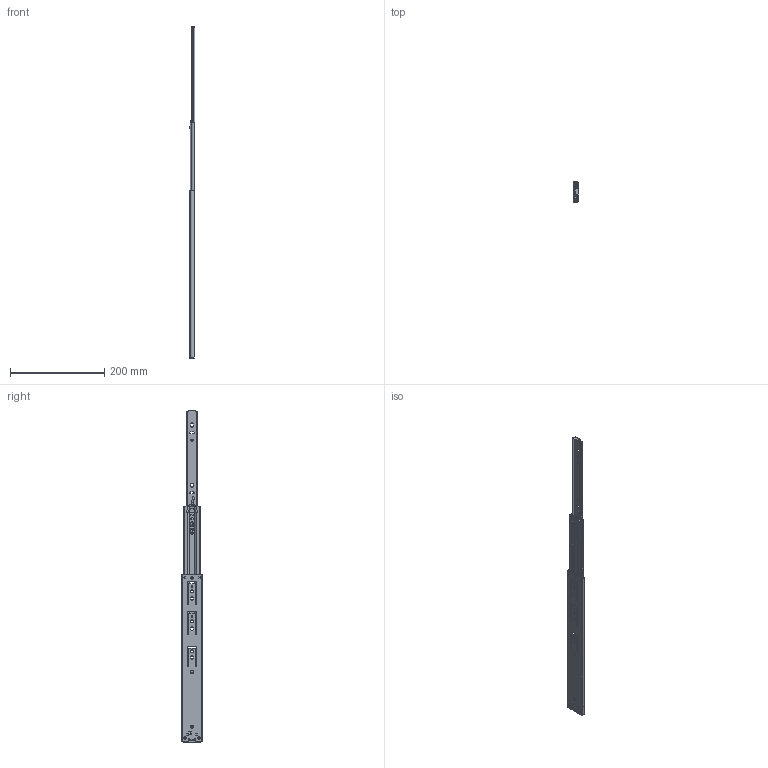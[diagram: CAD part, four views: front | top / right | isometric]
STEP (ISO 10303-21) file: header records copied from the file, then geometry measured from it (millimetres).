
FILE_DESCRIPTION (( 'STEP AP214' ), '1' );
FILE_NAME ('FR_5001.0355mm_0014inch_ECD_open.STEP', '2022-10-11T13:43:38', ( '' ), ( '' ), 'SwSTEP 2.0', 'SolidWorks 2020', '' );
FILE_SCHEMA (( 'AUTOMOTIVE_DESIGN' ));
Length unit declared in the file: millimetre
Products named in the file (17): FR5001 ECD SLIDER; 5001 Damper Rod; FR5001 ECD CATCH; 5001.XXX-02.T001_NL  355; FR5001 TRIGGER; 5001 MIDDLE STOP NEW; 5001.XXX-03.T001_NL  355; 5001 Damper Base; 5001.XXX-01.T001_NL  355 ausgefahren; 5001 Damper_Damper Extended; 5001.XXX-01.T001_NL  355; FR_5001.0355mm_0014inch_ECD_open; 5000 RIVET; 5001 ECD_5001 ECD Open; FR5001 ECD
Assembly tree (17 placements, depth 5):
  FR_5001.0355mm_0014inch_ECD_open
    5001.XXX-01.T001_NL  355 ausgefahren
      5001.XXX-01.T001_NL  355
      5001 ECD_5001 ECD Open
        FR5001 ECD
        FR5001 ECD SLIDER
        5001 Damper_Damper Extended
          5001 Damper Base
          5001 Damper Rod
    5001.XXX-03.T001_NL  355
      5001.XXX-03.T001_NL  355
      FR5001 TRIGGER
      5000 RIVET  x2
      FR5001 ECD CATCH
    5001.XXX-02.T001_NL  355
      5001.XXX-02.T001_NL  355
      5001 MIDDLE STOP NEW
Bounding box: 12.3 x 45.7 x 705.5 mm (x, y, z)
Volume: 76105.4 mm3; surface area: 112585.5 mm2
Topology: 12 solids, 12 shells, 1026 faces, 2673 edges, 1673 vertices
Faces by surface type: plane 576, cylinder 406, bspline 38, torus 4, cone 2
Entity records: 33095 total; most frequent: CARTESIAN_POINT 7160, DIRECTION 5346, ORIENTED_EDGE 5316, EDGE_CURVE 2658, AXIS2_PLACEMENT_3D 1812, VECTOR 1722, LINE 1722, VERTEX_POINT 1666
